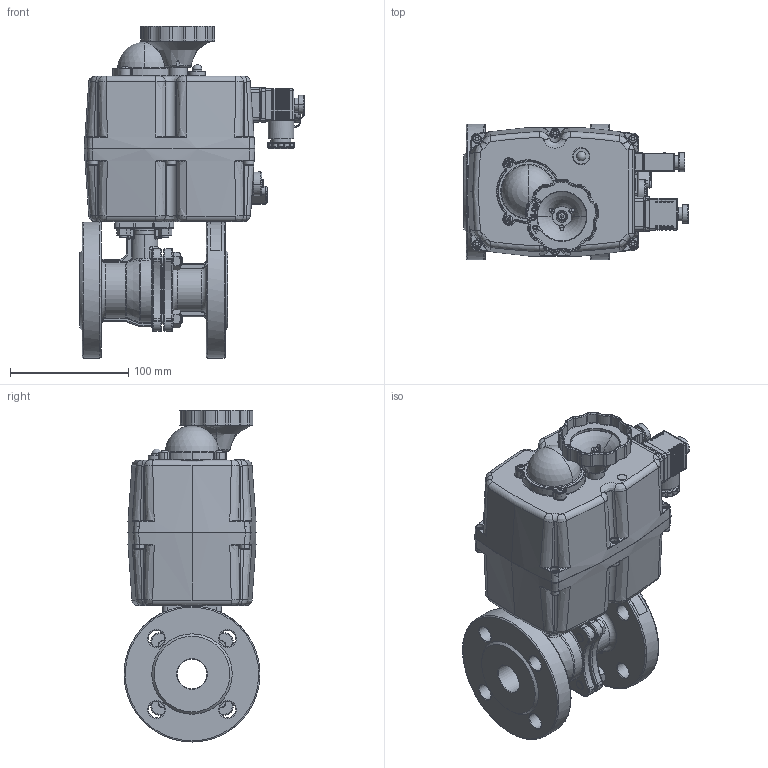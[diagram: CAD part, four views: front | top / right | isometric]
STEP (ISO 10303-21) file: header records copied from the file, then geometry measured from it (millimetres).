
FILE_DESCRIPTION(('HOOPS Exchange Step'),'2;1');
FILE_NAME('EK05_DN25.stp','2025-05-20T08:30:33+02:00',('nieru'),('Unknown organisation'),'HOOPS Exchange 2024.2','HOOPS Exchange','Unknown authorisation');
FILE_SCHEMA( ('AP203_CONFIGURATION_CONTROLLED_3D_DESIGN_OF_MECHANICAL_PARTS_AND_ASSEMBLIES_MIM_LF') );
Length unit declared in the file: millimetre
Products named in the file (4): 0; root
Assembly tree (3 placements, depth 3):
  root
    0
      0
      0
Bounding box: 189.83 x 114.97 x 280.95 mm (x, y, z)
Volume: 2131836 mm3; surface area: 310111.2 mm2
Topology: 57 solids, 57 shells, 3740 faces, 9312 edges, 5678 vertices
Faces by surface type: cylinder 1271, plane 822, bspline 724, torus 706, cone 164, sphere 53
Full cylindrical faces by diameter (mm): 2.204 x3, 5 x4, 6 x4, 7 x4, 7.825 x1, 8 x4, 11 x1, 11.516 x1, 14 x9, 14.5 x4, 14.894 x1, 16.5 x1, 17 x1, 20 x1, 23 x1, 25 x1, 28 x1, 30 x1, 53.6 x2, 115 x2
Entity records: 231510 total; most frequent: CARTESIAN_POINT 149982, ORIENTED_EDGE 18446, DIRECTION 14719, EDGE_CURVE 9223, AXIS2_PLACEMENT_3D 5935, VERTEX_POINT 5678, EDGE_LOOP 3961, FACE_BOUND 3961
